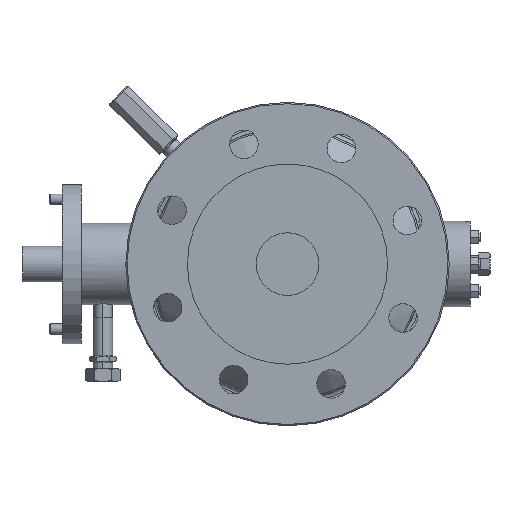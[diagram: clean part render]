
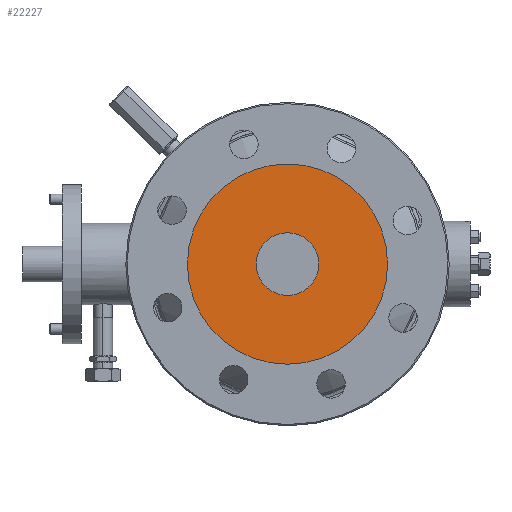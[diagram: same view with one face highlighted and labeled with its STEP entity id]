
A CAD part, left-side view. The second image highlights one B-rep face of the part: STEP entity #22227.
In plain terms, the highlighted planar face has unit normal (-1, 0, 0).
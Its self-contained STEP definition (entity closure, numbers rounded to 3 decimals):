
#704 = DIRECTION ( 'NONE',  ( 0., 0., 1. ) ) ;
#1061 = DIRECTION ( 'NONE',  ( -1., 0., 0. ) ) ;
#2062 = VERTEX_POINT ( 'NONE', #16694 ) ;
#2318 = AXIS2_PLACEMENT_3D ( 'NONE', #13870, #23526, #21347 ) ;
#2337 = AXIS2_PLACEMENT_3D ( 'NONE', #14361, #4563, #704 ) ;
#2726 = ORIENTED_EDGE ( 'NONE', *, *, #21604, .T. ) ;
#3137 = ORIENTED_EDGE ( 'NONE', *, *, #12775, .T. ) ;
#3346 = VERTEX_POINT ( 'NONE', #7229 ) ;
#4233 = AXIS2_PLACEMENT_3D ( 'NONE', #14995, #6757, #22838 ) ;
#4563 = DIRECTION ( 'NONE',  ( -1., 0., 0. ) ) ;
#5224 = EDGE_LOOP ( 'NONE', ( #3137, #2726 ) ) ;
#5914 = DIRECTION ( 'NONE',  ( -1., 0., 0. ) ) ;
#6500 = PLANE ( 'NONE',  #2337 ) ;
#6757 = DIRECTION ( 'NONE',  ( -1., 0., 0. ) ) ;
#7229 = CARTESIAN_POINT ( 'NONE',  ( -143., 0., -24.6 ) ) ;
#7631 = CARTESIAN_POINT ( 'NONE',  ( -143., 0., -78.6 ) ) ;
#7709 = AXIS2_PLACEMENT_3D ( 'NONE', #13538, #5914, #19826 ) ;
#7711 = AXIS2_PLACEMENT_3D ( 'NONE', #8788, #1061, #24495 ) ;
#7865 = EDGE_LOOP ( 'NONE', ( #23430, #25103 ) ) ;
#8788 = CARTESIAN_POINT ( 'NONE',  ( -143., 0., 0. ) ) ;
#8987 = EDGE_CURVE ( 'NONE', #21586, #3346, #22510, .T. ) ;
#11665 = EDGE_CURVE ( 'NONE', #3346, #21586, #20887, .T. ) ;
#12775 = EDGE_CURVE ( 'NONE', #18713, #2062, #14123, .T. ) ;
#13538 = CARTESIAN_POINT ( 'NONE',  ( -143., 0., 0. ) ) ;
#13870 = CARTESIAN_POINT ( 'NONE',  ( -143., 0., 0. ) ) ;
#14123 = CIRCLE ( 'NONE', #4233, 78.6 ) ;
#14223 = FACE_OUTER_BOUND ( 'NONE', #5224, .T. ) ;
#14361 = CARTESIAN_POINT ( 'NONE',  ( -143., 0., 0. ) ) ;
#14798 = CARTESIAN_POINT ( 'NONE',  ( -143., 0., 24.6 ) ) ;
#14995 = CARTESIAN_POINT ( 'NONE',  ( -143., 0., 0. ) ) ;
#16694 = CARTESIAN_POINT ( 'NONE',  ( -143., 0., 78.6 ) ) ;
#18713 = VERTEX_POINT ( 'NONE', #7631 ) ;
#19574 = CIRCLE ( 'NONE', #2318, 78.6 ) ;
#19826 = DIRECTION ( 'NONE',  ( 0., 0., 1. ) ) ;
#20887 = CIRCLE ( 'NONE', #7709, 24.6 ) ;
#21347 = DIRECTION ( 'NONE',  ( 0., 0., 1. ) ) ;
#21586 = VERTEX_POINT ( 'NONE', #14798 ) ;
#21604 = EDGE_CURVE ( 'NONE', #2062, #18713, #19574, .T. ) ;
#21815 = FACE_BOUND ( 'NONE', #7865, .T. ) ;
#22227 = ADVANCED_FACE ( 'NONE', ( #14223, #21815 ), #6500, .T. ) ;
#22510 = CIRCLE ( 'NONE', #7711, 24.6 ) ;
#22838 = DIRECTION ( 'NONE',  ( 0., 0., 1. ) ) ;
#23430 = ORIENTED_EDGE ( 'NONE', *, *, #11665, .F. ) ;
#23526 = DIRECTION ( 'NONE',  ( -1., 0., 0. ) ) ;
#24495 = DIRECTION ( 'NONE',  ( 0., 0., 1. ) ) ;
#25103 = ORIENTED_EDGE ( 'NONE', *, *, #8987, .F. ) ;
